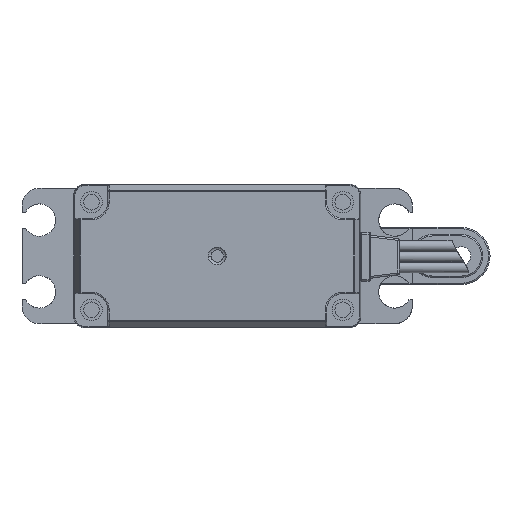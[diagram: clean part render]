
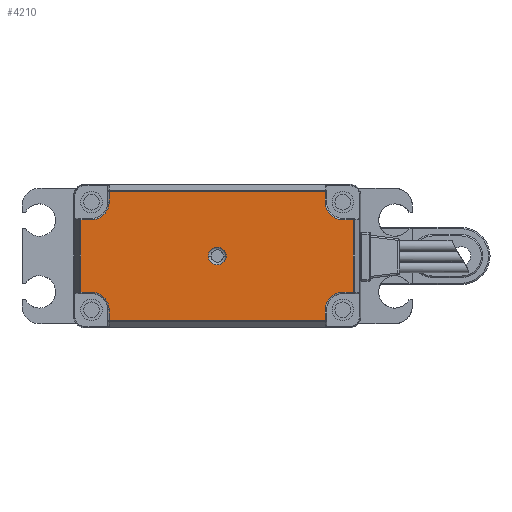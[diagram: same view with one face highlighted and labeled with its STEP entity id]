
A CAD part, front view. The second image highlights one B-rep face of the part: STEP entity #4210.
In plain terms, the highlighted planar face has unit normal (0, -1, 0).
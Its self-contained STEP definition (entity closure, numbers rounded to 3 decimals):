
#1655=CARTESIAN_POINT('',(0.,-20.,0.));
#1656=DIRECTION('',(0.,1.,0.));
#1657=DIRECTION('',(1.,0.,0.));
#1658=AXIS2_PLACEMENT_3D('',#1655,#1656,#1657);
#1660=CARTESIAN_POINT('',(0.,-20.,0.));
#1661=DIRECTION('',(0.,1.,0.));
#1662=DIRECTION('',(-1.,0.,0.));
#1663=AXIS2_PLACEMENT_3D('',#1660,#1661,#1662);
#1665=DIRECTION('',(0.,0.,-1.));
#1666=VECTOR('',#1665,1.478);
#1667=CARTESIAN_POINT('',(-15.05,-20.,-7.5));
#1668=LINE('',#1667,#1666);
#1669=CARTESIAN_POINT('',(-17.5,-20.,-7.5));
#1670=DIRECTION('',(0.,1.,0.));
#1671=DIRECTION('',(0.,0.,1.));
#1672=AXIS2_PLACEMENT_3D('',#1669,#1670,#1671);
#1674=DIRECTION('',(1.,0.,0.));
#1675=VECTOR('',#1674,1.478);
#1676=CARTESIAN_POINT('',(-18.978,-20.,-5.05));
#1677=LINE('',#1676,#1675);
#1678=DIRECTION('',(0.,0.,1.));
#1679=VECTOR('',#1678,10.1);
#1680=CARTESIAN_POINT('',(-18.978,-20.,-5.05));
#1681=LINE('',#1680,#1679);
#1682=DIRECTION('',(-1.,0.,0.));
#1683=VECTOR('',#1682,1.478);
#1684=CARTESIAN_POINT('',(-17.5,-20.,5.05));
#1685=LINE('',#1684,#1683);
#1686=CARTESIAN_POINT('',(-17.5,-20.,7.5));
#1687=DIRECTION('',(0.,1.,0.));
#1688=DIRECTION('',(1.,0.,0.));
#1689=AXIS2_PLACEMENT_3D('',#1686,#1687,#1688);
#1691=DIRECTION('',(0.,0.,-1.));
#1692=VECTOR('',#1691,1.478);
#1693=CARTESIAN_POINT('',(-15.05,-20.,8.978));
#1694=LINE('',#1693,#1692);
#1695=DIRECTION('',(1.,0.,0.));
#1696=VECTOR('',#1695,30.1);
#1697=CARTESIAN_POINT('',(-15.05,-20.,8.978));
#1698=LINE('',#1697,#1696);
#1699=DIRECTION('',(0.,0.,1.));
#1700=VECTOR('',#1699,1.478);
#1701=CARTESIAN_POINT('',(15.05,-20.,7.5));
#1702=LINE('',#1701,#1700);
#1703=CARTESIAN_POINT('',(17.5,-20.,7.5));
#1704=DIRECTION('',(0.,1.,0.));
#1705=DIRECTION('',(0.,0.,-1.));
#1706=AXIS2_PLACEMENT_3D('',#1703,#1704,#1705);
#1708=DIRECTION('',(-1.,0.,0.));
#1709=VECTOR('',#1708,1.478);
#1710=CARTESIAN_POINT('',(18.978,-20.,5.05));
#1711=LINE('',#1710,#1709);
#1712=DIRECTION('',(0.,0.,-1.));
#1713=VECTOR('',#1712,10.1);
#1714=CARTESIAN_POINT('',(18.978,-20.,5.05));
#1715=LINE('',#1714,#1713);
#1716=DIRECTION('',(1.,0.,0.));
#1717=VECTOR('',#1716,1.478);
#1718=CARTESIAN_POINT('',(17.5,-20.,-5.05));
#1719=LINE('',#1718,#1717);
#1720=CARTESIAN_POINT('',(17.5,-20.,-7.5));
#1721=DIRECTION('',(0.,1.,0.));
#1722=DIRECTION('',(-1.,0.,0.));
#1723=AXIS2_PLACEMENT_3D('',#1720,#1721,#1722);
#1725=DIRECTION('',(0.,0.,1.));
#1726=VECTOR('',#1725,1.478);
#1727=CARTESIAN_POINT('',(15.05,-20.,-8.978));
#1728=LINE('',#1727,#1726);
#1729=DIRECTION('',(-1.,0.,0.));
#1730=VECTOR('',#1729,30.1);
#1731=CARTESIAN_POINT('',(15.05,-20.,-8.978));
#1732=LINE('',#1731,#1730);
#3859=CARTESIAN_POINT('',(1.25,-20.,0.));
#3860=CARTESIAN_POINT('',(-1.25,-20.,0.));
#3861=VERTEX_POINT('',#3859);
#3862=VERTEX_POINT('',#3860);
#3959=CARTESIAN_POINT('',(-15.05,-20.,-8.978));
#3960=VERTEX_POINT('',#3959);
#3961=CARTESIAN_POINT('',(-15.05,-20.,-7.5));
#3962=VERTEX_POINT('',#3961);
#3965=CARTESIAN_POINT('',(-17.5,-20.,-5.05));
#3966=VERTEX_POINT('',#3965);
#3969=CARTESIAN_POINT('',(-18.978,-20.,-5.05));
#3970=VERTEX_POINT('',#3969);
#3987=CARTESIAN_POINT('',(-18.978,-20.,5.05));
#3988=VERTEX_POINT('',#3987);
#3989=CARTESIAN_POINT('',(-17.5,-20.,5.05));
#3990=VERTEX_POINT('',#3989);
#3993=CARTESIAN_POINT('',(-15.05,-20.,7.5));
#3994=VERTEX_POINT('',#3993);
#3997=CARTESIAN_POINT('',(-15.05,-20.,8.978));
#3998=VERTEX_POINT('',#3997);
#4015=CARTESIAN_POINT('',(15.05,-20.,8.978));
#4016=VERTEX_POINT('',#4015);
#4017=CARTESIAN_POINT('',(15.05,-20.,7.5));
#4018=VERTEX_POINT('',#4017);
#4021=CARTESIAN_POINT('',(17.5,-20.,5.05));
#4022=VERTEX_POINT('',#4021);
#4025=CARTESIAN_POINT('',(18.978,-20.,5.05));
#4026=VERTEX_POINT('',#4025);
#4043=CARTESIAN_POINT('',(18.978,-20.,-5.05));
#4044=VERTEX_POINT('',#4043);
#4045=CARTESIAN_POINT('',(17.5,-20.,-5.05));
#4046=VERTEX_POINT('',#4045);
#4049=CARTESIAN_POINT('',(15.05,-20.,-7.5));
#4050=VERTEX_POINT('',#4049);
#4053=CARTESIAN_POINT('',(15.05,-20.,-8.978));
#4054=VERTEX_POINT('',#4053);
#4165=CARTESIAN_POINT('',(0.,-20.,0.));
#4166=DIRECTION('',(0.,1.,0.));
#4167=DIRECTION('',(1.,0.,0.));
#4168=AXIS2_PLACEMENT_3D('',#4165,#4166,#4167);
#4169=PLANE('',#4168);
#4171=ORIENTED_EDGE('',*,*,#4170,.F.);
#4173=ORIENTED_EDGE('',*,*,#4172,.F.);
#4175=ORIENTED_EDGE('',*,*,#4174,.F.);
#4177=ORIENTED_EDGE('',*,*,#4176,.T.);
#4179=ORIENTED_EDGE('',*,*,#4178,.F.);
#4181=ORIENTED_EDGE('',*,*,#4180,.F.);
#4183=ORIENTED_EDGE('',*,*,#4182,.F.);
#4185=ORIENTED_EDGE('',*,*,#4184,.T.);
#4187=ORIENTED_EDGE('',*,*,#4186,.F.);
#4189=ORIENTED_EDGE('',*,*,#4188,.F.);
#4191=ORIENTED_EDGE('',*,*,#4190,.F.);
#4193=ORIENTED_EDGE('',*,*,#4192,.T.);
#4195=ORIENTED_EDGE('',*,*,#4194,.F.);
#4197=ORIENTED_EDGE('',*,*,#4196,.F.);
#4199=ORIENTED_EDGE('',*,*,#4198,.F.);
#4201=ORIENTED_EDGE('',*,*,#4200,.T.);
#4202=EDGE_LOOP('',(#4171,#4173,#4175,#4177,#4179,#4181,#4183,#4185,#4187,#4189,
#4191,#4193,#4195,#4197,#4199,#4201));
#4203=FACE_OUTER_BOUND('',#4202,.F.);
#4205=ORIENTED_EDGE('',*,*,#4204,.F.);
#4207=ORIENTED_EDGE('',*,*,#4206,.F.);
#4208=EDGE_LOOP('',(#4205,#4207));
#4209=FACE_BOUND('',#4208,.F.);
#4210=ADVANCED_FACE('',(#4203,#4209),#4169,.F.);
#1659=CIRCLE('',#1658,1.25);
#1664=CIRCLE('',#1663,1.25);
#1673=CIRCLE('',#1672,2.45);
#1690=CIRCLE('',#1689,2.45);
#1707=CIRCLE('',#1706,2.45);
#1724=CIRCLE('',#1723,2.45);
#4170=EDGE_CURVE('',#3962,#3960,#1668,.T.);
#4172=EDGE_CURVE('',#3966,#3962,#1673,.T.);
#4174=EDGE_CURVE('',#3970,#3966,#1677,.T.);
#4176=EDGE_CURVE('',#3970,#3988,#1681,.T.);
#4178=EDGE_CURVE('',#3990,#3988,#1685,.T.);
#4180=EDGE_CURVE('',#3994,#3990,#1690,.T.);
#4182=EDGE_CURVE('',#3998,#3994,#1694,.T.);
#4184=EDGE_CURVE('',#3998,#4016,#1698,.T.);
#4186=EDGE_CURVE('',#4018,#4016,#1702,.T.);
#4188=EDGE_CURVE('',#4022,#4018,#1707,.T.);
#4190=EDGE_CURVE('',#4026,#4022,#1711,.T.);
#4192=EDGE_CURVE('',#4026,#4044,#1715,.T.);
#4194=EDGE_CURVE('',#4046,#4044,#1719,.T.);
#4196=EDGE_CURVE('',#4050,#4046,#1724,.T.);
#4198=EDGE_CURVE('',#4054,#4050,#1728,.T.);
#4200=EDGE_CURVE('',#4054,#3960,#1732,.T.);
#4204=EDGE_CURVE('',#3861,#3862,#1659,.T.);
#4206=EDGE_CURVE('',#3862,#3861,#1664,.T.);
